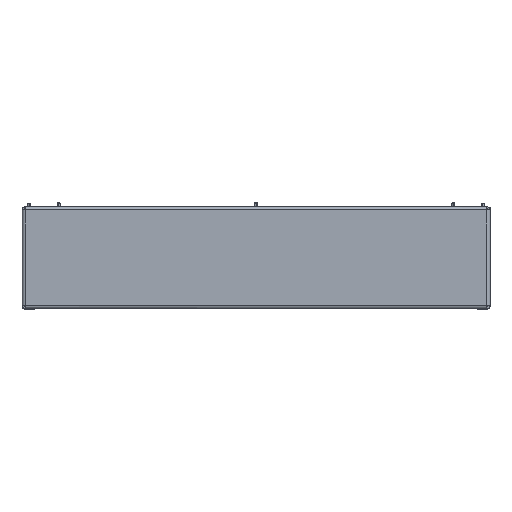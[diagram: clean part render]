
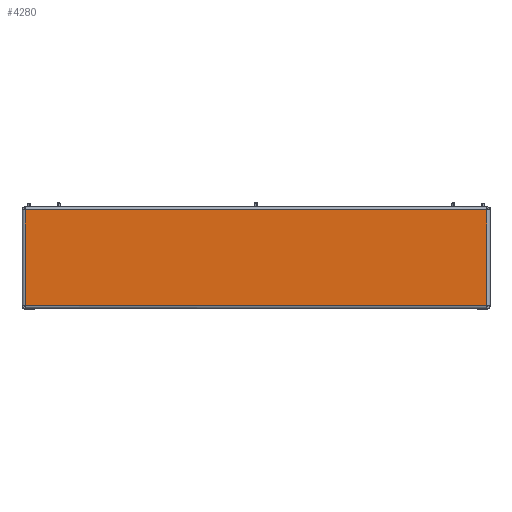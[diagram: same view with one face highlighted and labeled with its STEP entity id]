
A CAD part, top view. The second image highlights one B-rep face of the part: STEP entity #4280.
In plain terms, the highlighted face is planar.
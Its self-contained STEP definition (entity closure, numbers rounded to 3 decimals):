
#140 = ORIENTED_EDGE ( 'NONE', *, *, #5597, .F. ) ;
#205 = EDGE_CURVE ( 'NONE', #596, #5281, #5705, .T. ) ;
#327 = EDGE_CURVE ( 'NONE', #5422, #5281, #6287, .T. ) ;
#596 = VERTEX_POINT ( 'NONE', #1136 ) ;
#636 = ORIENTED_EDGE ( 'NONE', *, *, #5533, .T. ) ;
#772 = CARTESIAN_POINT ( 'NONE',  ( 0., -227., 3. ) ) ;
#836 = LINE ( 'NONE', #4768, #5274 ) ;
#943 = CARTESIAN_POINT ( 'NONE',  ( 0., 227., 100. ) ) ;
#1136 = CARTESIAN_POINT ( 'NONE',  ( 0., -227., 3. ) ) ;
#1178 = CARTESIAN_POINT ( 'NONE',  ( 0., -227., 97. ) ) ;
#1376 = DIRECTION ( 'NONE',  ( 0., 0., -1. ) ) ;
#1831 = LINE ( 'NONE', #2879, #1858 ) ;
#1858 = VECTOR ( 'NONE', #1376, 1000. ) ;
#1918 = VECTOR ( 'NONE', #4802, 1000. ) ;
#2123 = VECTOR ( 'NONE', #4772, 1000. ) ;
#2599 = PLANE ( 'NONE',  #4017 ) ;
#2601 = ORIENTED_EDGE ( 'NONE', *, *, #327, .T. ) ;
#2879 = CARTESIAN_POINT ( 'NONE',  ( 0., -227., 100. ) ) ;
#2923 = EDGE_LOOP ( 'NONE', ( #6234, #140, #636, #2601 ) ) ;
#3692 = FACE_OUTER_BOUND ( 'NONE', #2923, .T. ) ;
#4017 = AXIS2_PLACEMENT_3D ( 'NONE', #4578, #4607, #4089 ) ;
#4089 = DIRECTION ( 'NONE',  ( 0., 0., -1. ) ) ;
#4280 = ADVANCED_FACE ( 'NONE', ( #3692 ), #2599, .F. ) ;
#4493 = CARTESIAN_POINT ( 'NONE',  ( 0., 227., 3. ) ) ;
#4516 = VERTEX_POINT ( 'NONE', #1178 ) ;
#4578 = CARTESIAN_POINT ( 'NONE',  ( 0., 230., 100. ) ) ;
#4579 = CARTESIAN_POINT ( 'NONE',  ( 0., 227., 97. ) ) ;
#4607 = DIRECTION ( 'NONE',  ( 1., 0., 0. ) ) ;
#4768 = CARTESIAN_POINT ( 'NONE',  ( 0., -227., 97. ) ) ;
#4772 = DIRECTION ( 'NONE',  ( 0., 1., 0. ) ) ;
#4802 = DIRECTION ( 'NONE',  ( 0., 0., -1. ) ) ;
#5274 = VECTOR ( 'NONE', #5764, 1000. ) ;
#5281 = VERTEX_POINT ( 'NONE', #4493 ) ;
#5422 = VERTEX_POINT ( 'NONE', #4579 ) ;
#5533 = EDGE_CURVE ( 'NONE', #4516, #5422, #836, .T. ) ;
#5597 = EDGE_CURVE ( 'NONE', #4516, #596, #1831, .T. ) ;
#5705 = LINE ( 'NONE', #772, #2123 ) ;
#5764 = DIRECTION ( 'NONE',  ( 0., 1., 0. ) ) ;
#6234 = ORIENTED_EDGE ( 'NONE', *, *, #205, .F. ) ;
#6287 = LINE ( 'NONE', #943, #1918 ) ;
